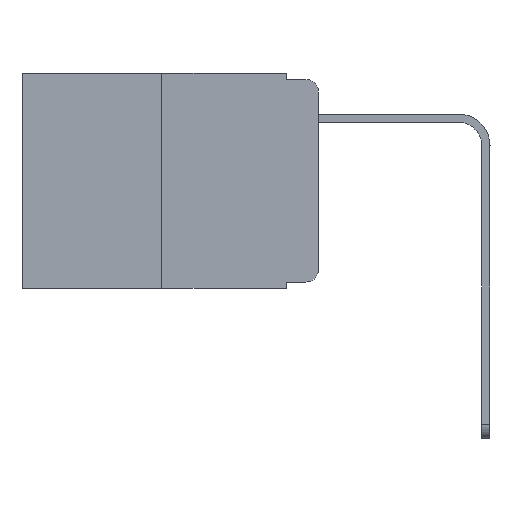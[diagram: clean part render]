
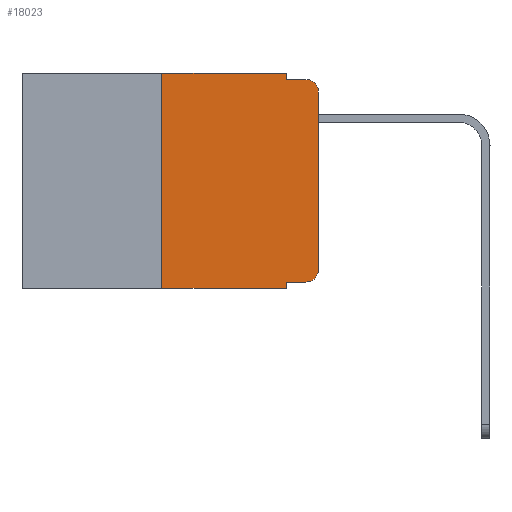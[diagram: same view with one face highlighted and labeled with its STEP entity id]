
A CAD part, left-side view. The second image highlights one B-rep face of the part: STEP entity #18023.
In plain terms, the highlighted planar face has unit normal (-1, 0, 0).
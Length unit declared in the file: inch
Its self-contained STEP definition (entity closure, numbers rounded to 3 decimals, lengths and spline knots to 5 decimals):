
#660 = VERTEX_POINT ( 'NONE', #2748 ) ;
#668 = DIRECTION ( 'NONE',  ( -1., 0., 0. ) ) ;
#1334 = ORIENTED_EDGE ( 'NONE', *, *, #3389, .F. ) ;
#1459 = CARTESIAN_POINT ( 'NONE',  ( 0., 0.02, -0.03 ) ) ;
#1546 = EDGE_CURVE ( 'NONE', #9694, #16880, #15568, .T. ) ;
#1876 = DIRECTION ( 'NONE',  ( 0., -1., 0. ) ) ;
#1903 = ORIENTED_EDGE ( 'NONE', *, *, #10855, .T. ) ;
#2030 = CARTESIAN_POINT ( 'NONE',  ( 0., 0., -0.313 ) ) ;
#2510 = CARTESIAN_POINT ( 'NONE',  ( 0., 0.051, 0. ) ) ;
#2553 = CARTESIAN_POINT ( 'NONE',  ( 0., 0.051, 0. ) ) ;
#2743 = FACE_OUTER_BOUND ( 'NONE', #16799, .T. ) ;
#2748 = CARTESIAN_POINT ( 'NONE',  ( 0., 0.02, -0.333 ) ) ;
#3215 = EDGE_CURVE ( 'NONE', #8677, #7211, #4100, .T. ) ;
#3258 = DIRECTION ( 'NONE',  ( 0., 0., 1. ) ) ;
#3271 = DIRECTION ( 'NONE',  ( 0., -1., 0. ) ) ;
#3389 = EDGE_CURVE ( 'NONE', #9694, #21335, #16024, .T. ) ;
#3799 = VECTOR ( 'NONE', #20698, 39.37008 ) ;
#3961 = AXIS2_PLACEMENT_3D ( 'NONE', #1459, #18542, #21770 ) ;
#4100 = LINE ( 'NONE', #18575, #14949 ) ;
#4213 = CIRCLE ( 'NONE', #16247, 0.02 ) ;
#4437 = ORIENTED_EDGE ( 'NONE', *, *, #11363, .T. ) ;
#4847 = LINE ( 'NONE', #18240, #16007 ) ;
#4931 = CARTESIAN_POINT ( 'NONE',  ( 0., 0.02, -0.01 ) ) ;
#5565 = DIRECTION ( 'NONE',  ( 0., 0., -1. ) ) ;
#6097 = VERTEX_POINT ( 'NONE', #4931 ) ;
#6699 = EDGE_CURVE ( 'NONE', #13369, #16880, #15192, .T. ) ;
#6917 = CIRCLE ( 'NONE', #3961, 0.02 ) ;
#7079 = DIRECTION ( 'NONE',  ( 0., 0., -1. ) ) ;
#7211 = VERTEX_POINT ( 'NONE', #8571 ) ;
#7652 = EDGE_CURVE ( 'NONE', #7211, #6097, #6917, .T. ) ;
#7663 = DIRECTION ( 'NONE',  ( 0., 0., -1. ) ) ;
#8571 = CARTESIAN_POINT ( 'NONE',  ( 0., 0., -0.03 ) ) ;
#8677 = VERTEX_POINT ( 'NONE', #2030 ) ;
#9022 = LINE ( 'NONE', #13408, #12969 ) ;
#9105 = CARTESIAN_POINT ( 'NONE',  ( 0., 0.02, -0.313 ) ) ;
#9182 = CARTESIAN_POINT ( 'NONE',  ( 0., 0.051, -0.01 ) ) ;
#9628 = VECTOR ( 'NONE', #16019, 39.37008 ) ;
#9694 = VERTEX_POINT ( 'NONE', #16338 ) ;
#9908 = ORIENTED_EDGE ( 'NONE', *, *, #6699, .F. ) ;
#10088 = CARTESIAN_POINT ( 'NONE',  ( 0., 0.473, 0. ) ) ;
#10330 = CARTESIAN_POINT ( 'NONE',  ( 0., 0.051, -0.343 ) ) ;
#10412 = CARTESIAN_POINT ( 'NONE',  ( 0., 0.25, 0. ) ) ;
#10453 = ORIENTED_EDGE ( 'NONE', *, *, #3215, .T. ) ;
#10773 = CARTESIAN_POINT ( 'NONE',  ( 0., 0.473, 0. ) ) ;
#10855 = EDGE_CURVE ( 'NONE', #13369, #660, #9022, .T. ) ;
#11363 = EDGE_CURVE ( 'NONE', #660, #8677, #4213, .T. ) ;
#11559 = VECTOR ( 'NONE', #19506, 39.37008 ) ;
#12004 = CARTESIAN_POINT ( 'NONE',  ( 0., 0.473, -0.343 ) ) ;
#12241 = EDGE_CURVE ( 'NONE', #21335, #16987, #17697, .T. ) ;
#12280 = CARTESIAN_POINT ( 'NONE',  ( 0., 0.051, 0. ) ) ;
#12734 = AXIS2_PLACEMENT_3D ( 'NONE', #10088, #13516, #7079 ) ;
#12969 = VECTOR ( 'NONE', #3271, 39.37008 ) ;
#13369 = VERTEX_POINT ( 'NONE', #18861 ) ;
#13406 = VECTOR ( 'NONE', #1876, 39.37008 ) ;
#13408 = CARTESIAN_POINT ( 'NONE',  ( 0., 0.051, -0.333 ) ) ;
#13516 = DIRECTION ( 'NONE',  ( 1., 0., 0. ) ) ;
#14214 = ORIENTED_EDGE ( 'NONE', *, *, #7652, .T. ) ;
#14279 = CARTESIAN_POINT ( 'NONE',  ( 0., 0.25, 0. ) ) ;
#14675 = VECTOR ( 'NONE', #7663, 39.37008 ) ;
#14949 = VECTOR ( 'NONE', #3258, 39.37008 ) ;
#15192 = LINE ( 'NONE', #12280, #3799 ) ;
#15568 = LINE ( 'NONE', #12004, #13406 ) ;
#16007 = VECTOR ( 'NONE', #19923, 39.37008 ) ;
#16019 = DIRECTION ( 'NONE',  ( 0., 0., 1. ) ) ;
#16024 = LINE ( 'NONE', #14279, #9628 ) ;
#16247 = AXIS2_PLACEMENT_3D ( 'NONE', #9105, #668, #5565 ) ;
#16338 = CARTESIAN_POINT ( 'NONE',  ( 0., 0.25, -0.343 ) ) ;
#16799 = EDGE_LOOP ( 'NONE', ( #10453, #14214, #18076, #19852, #21474, #1334, #18715, #9908, #1903, #4437 ) ) ;
#16880 = VERTEX_POINT ( 'NONE', #10330 ) ;
#16987 = VERTEX_POINT ( 'NONE', #2510 ) ;
#17349 = LINE ( 'NONE', #2553, #14675 ) ;
#17697 = LINE ( 'NONE', #10773, #11559 ) ;
#17746 = EDGE_CURVE ( 'NONE', #16987, #19441, #17349, .T. ) ;
#18023 = ADVANCED_FACE ( 'NONE', ( #2743 ), #18759, .F. ) ;
#18076 = ORIENTED_EDGE ( 'NONE', *, *, #18489, .F. ) ;
#18240 = CARTESIAN_POINT ( 'NONE',  ( 0., 0.051, -0.01 ) ) ;
#18489 = EDGE_CURVE ( 'NONE', #19441, #6097, #4847, .T. ) ;
#18542 = DIRECTION ( 'NONE',  ( -1., 0., 0. ) ) ;
#18575 = CARTESIAN_POINT ( 'NONE',  ( 0., 0., 0. ) ) ;
#18715 = ORIENTED_EDGE ( 'NONE', *, *, #1546, .T. ) ;
#18759 = PLANE ( 'NONE',  #12734 ) ;
#18861 = CARTESIAN_POINT ( 'NONE',  ( 0., 0.051, -0.333 ) ) ;
#19441 = VERTEX_POINT ( 'NONE', #9182 ) ;
#19506 = DIRECTION ( 'NONE',  ( 0., -1., 0. ) ) ;
#19852 = ORIENTED_EDGE ( 'NONE', *, *, #17746, .F. ) ;
#19923 = DIRECTION ( 'NONE',  ( 0., -1., 0. ) ) ;
#20698 = DIRECTION ( 'NONE',  ( 0., 0., -1. ) ) ;
#21335 = VERTEX_POINT ( 'NONE', #10412 ) ;
#21474 = ORIENTED_EDGE ( 'NONE', *, *, #12241, .F. ) ;
#21770 = DIRECTION ( 'NONE',  ( 0., 0., -1. ) ) ;
